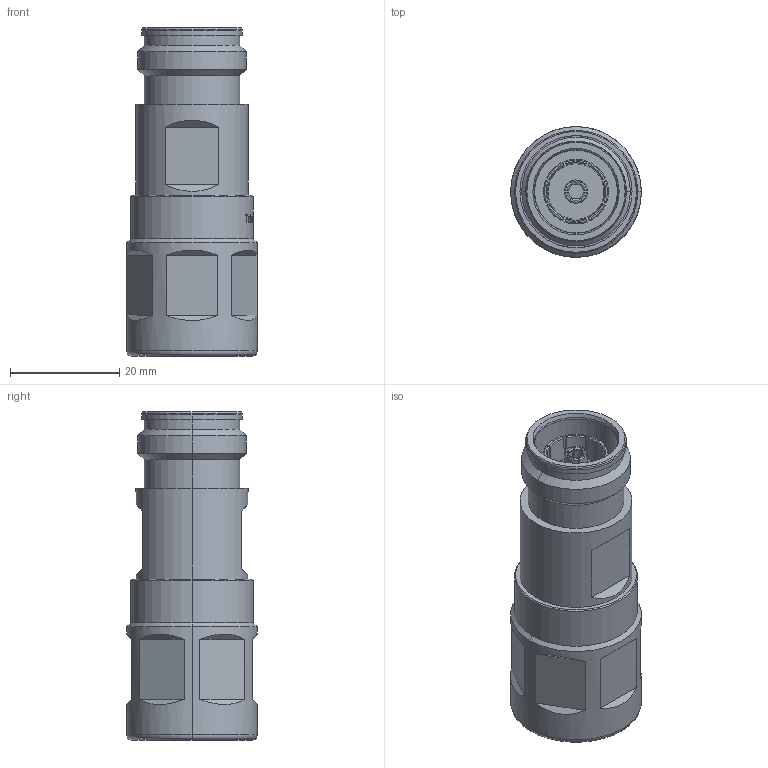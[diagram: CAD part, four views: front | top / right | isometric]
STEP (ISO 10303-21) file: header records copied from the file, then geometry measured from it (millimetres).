
FILE_DESCRIPTION (( 'STEP AP214' ), '1' );
FILE_NAME ('J01441A0048.STEP', '2020-10-01T08:01:49', ( '' ), ( '' ), 'SwSTEP 2.0', 'SolidWorks 2020', '' );
FILE_SCHEMA (( 'AUTOMOTIVE_DESIGN' ));
Length unit declared in the file: millimetre
Products named in the file (1): J01441A0048
Bounding box: 23.9 x 23.9 x 60.15 mm (x, y, z)
Volume: 18281.6 mm3; surface area: 7410.7 mm2
Topology: 2 solids, 2 shells, 402 faces, 1038 edges, 682 vertices
Faces by surface type: bspline 122, plane 98, cylinder 84, cone 64, torus 34
Entity records: 24541 total; most frequent: CARTESIAN_POINT 11788, ORIENTED_EDGE 2076, DIRECTION 1149, EDGE_CURVE 1038, VERTEX_POINT 682, B_SPLINE_CURVE_WITH_KNOTS 586, AXIS2_PLACEMENT_3D 469, EDGE_LOOP 446
